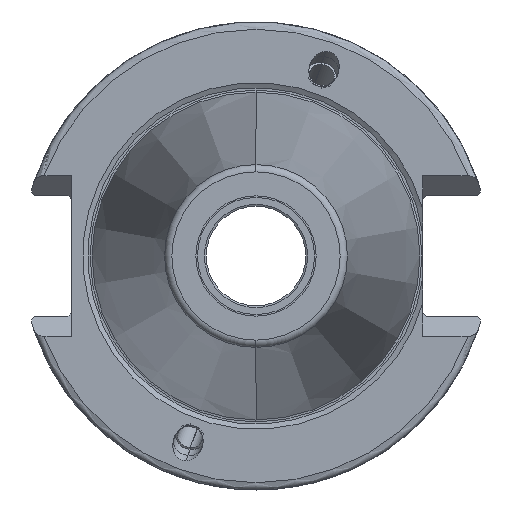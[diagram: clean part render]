
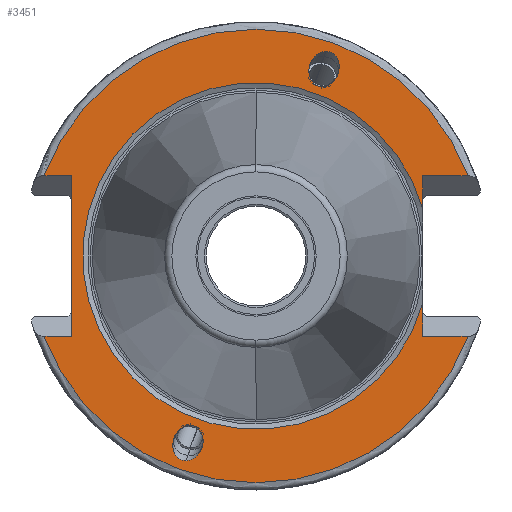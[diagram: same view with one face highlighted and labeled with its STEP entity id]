
A CAD part, left-side view. The second image highlights one B-rep face of the part: STEP entity #3451.
In plain terms, the highlighted planar face has unit normal (-1, 0, 0).
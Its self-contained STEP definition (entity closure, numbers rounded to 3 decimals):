
#514=DIRECTION('',(0.,0.,-1.));
#515=VECTOR('',#514,21.78);
#516=CARTESIAN_POINT('',(1.,25.,10.89));
#517=LINE('',#516,#515);
#1136=DIRECTION('',(0.,1.,0.));
#1137=VECTOR('',#1136,3.757);
#1138=CARTESIAN_POINT('',(1.,25.,-10.89));
#1139=LINE('',#1138,#1137);
#1140=DIRECTION('',(0.,-1.,0.));
#1141=VECTOR('',#1140,3.757);
#1142=CARTESIAN_POINT('',(1.,28.757,10.89));
#1143=LINE('',#1142,#1141);
#1144=DIRECTION('',(0.,-1.,0.));
#1145=VECTOR('',#1144,6.157);
#1146=CARTESIAN_POINT('',(1.,-22.6,10.89));
#1147=LINE('',#1146,#1145);
#1148=DIRECTION('',(0.,1.,0.));
#1149=VECTOR('',#1148,6.157);
#1150=CARTESIAN_POINT('',(1.,-28.757,-10.89));
#1151=LINE('',#1150,#1149);
#1152=CARTESIAN_POINT('',(1.,9.498,-27.766));
#1153=CARTESIAN_POINT('',(1.,9.738,-27.766));
#1154=CARTESIAN_POINT('',(1.,10.246,-27.663));
#1155=CARTESIAN_POINT('',(1.,10.912,-27.117));
#1156=CARTESIAN_POINT('',(1.,11.284,-26.257));
#1157=CARTESIAN_POINT('',(1.,11.318,-25.372));
#1158=CARTESIAN_POINT('',(1.,11.09,-24.486));
#1159=CARTESIAN_POINT('',(1.,10.528,-23.627));
#1160=CARTESIAN_POINT('',(1.,9.742,-23.08));
#1161=CARTESIAN_POINT('',(1.,9.212,-22.978));
#1162=CARTESIAN_POINT('',(1.,8.971,-22.978));
#1164=CARTESIAN_POINT('',(1.,8.971,-22.978));
#1165=CARTESIAN_POINT('',(1.,8.731,-22.978));
#1166=CARTESIAN_POINT('',(1.,8.223,-23.08));
#1167=CARTESIAN_POINT('',(1.,7.557,-23.627));
#1168=CARTESIAN_POINT('',(1.,7.185,-24.486));
#1169=CARTESIAN_POINT('',(1.,7.151,-25.372));
#1170=CARTESIAN_POINT('',(1.,7.379,-26.257));
#1171=CARTESIAN_POINT('',(1.,7.941,-27.117));
#1172=CARTESIAN_POINT('',(1.,8.727,-27.663));
#1173=CARTESIAN_POINT('',(1.,9.257,-27.766));
#1174=CARTESIAN_POINT('',(1.,9.498,-27.766));
#1176=CARTESIAN_POINT('',(1.,-8.971,22.978));
#1177=CARTESIAN_POINT('',(1.,-8.731,22.978));
#1178=CARTESIAN_POINT('',(1.,-8.223,23.08));
#1179=CARTESIAN_POINT('',(1.,-7.557,23.627));
#1180=CARTESIAN_POINT('',(1.,-7.185,24.486));
#1181=CARTESIAN_POINT('',(1.,-7.151,25.372));
#1182=CARTESIAN_POINT('',(1.,-7.379,26.257));
#1183=CARTESIAN_POINT('',(1.,-7.941,27.117));
#1184=CARTESIAN_POINT('',(1.,-8.727,27.663));
#1185=CARTESIAN_POINT('',(1.,-9.257,27.766));
#1186=CARTESIAN_POINT('',(1.,-9.498,27.766));
#1188=CARTESIAN_POINT('',(1.,-9.498,27.766));
#1189=CARTESIAN_POINT('',(1.,-9.738,27.766));
#1190=CARTESIAN_POINT('',(1.,-10.246,27.663));
#1191=CARTESIAN_POINT('',(1.,-10.912,27.117));
#1192=CARTESIAN_POINT('',(1.,-11.284,26.257));
#1193=CARTESIAN_POINT('',(1.,-11.318,25.372));
#1194=CARTESIAN_POINT('',(1.,-11.09,24.486));
#1195=CARTESIAN_POINT('',(1.,-10.528,23.627));
#1196=CARTESIAN_POINT('',(1.,-9.742,23.08));
#1197=CARTESIAN_POINT('',(1.,-9.212,22.978));
#1198=CARTESIAN_POINT('',(1.,-8.971,22.978));
#1205=CARTESIAN_POINT('',(1.,0.,0.));
#1206=DIRECTION('',(-1.,0.,0.));
#1207=DIRECTION('',(0.,0.935,-0.354));
#1208=AXIS2_PLACEMENT_3D('',#1205,#1206,#1207);
#1222=CARTESIAN_POINT('',(1.,28.757,-10.89));
#1236=CARTESIAN_POINT('',(1.,-28.757,-10.89));
#1263=DIRECTION('',(0.,0.,1.));
#1264=VECTOR('',#1263,4.449);
#1265=CARTESIAN_POINT('',(1.,-22.6,-10.89));
#1266=LINE('',#1265,#1264);
#1267=DIRECTION('',(0.,0.,1.));
#1268=VECTOR('',#1267,4.449);
#1269=CARTESIAN_POINT('',(1.,-22.6,6.441));
#1270=LINE('',#1269,#1268);
#1297=CARTESIAN_POINT('',(1.,-28.757,10.89));
#1324=CARTESIAN_POINT('',(1.,0.,0.));
#1325=DIRECTION('',(-1.,0.,0.));
#1326=DIRECTION('',(0.,-0.935,0.354));
#1327=AXIS2_PLACEMENT_3D('',#1324,#1325,#1326);
#1337=CARTESIAN_POINT('',(1.,28.757,10.89));
#1357=CARTESIAN_POINT('',(1.,-22.6,-6.441));
#1359=CARTESIAN_POINT('',(1.,0.,0.));
#1360=DIRECTION('',(1.,0.,0.));
#1361=DIRECTION('',(0.,-0.962,-0.274));
#1362=AXIS2_PLACEMENT_3D('',#1359,#1360,#1361);
#1364=CARTESIAN_POINT('',(1.,-22.6,6.441));
#1807=VERTEX_POINT('',#1364);
#1808=VERTEX_POINT('',#1357);
#1863=CARTESIAN_POINT('',(1.,25.,10.89));
#1864=CARTESIAN_POINT('',(1.,25.,-10.89));
#1865=VERTEX_POINT('',#1863);
#1866=VERTEX_POINT('',#1864);
#1867=CARTESIAN_POINT('',(1.,-22.6,-10.89));
#1868=VERTEX_POINT('',#1867);
#1869=CARTESIAN_POINT('',(1.,-22.6,10.89));
#1870=VERTEX_POINT('',#1869);
#1872=VERTEX_POINT('',#1222);
#1873=VERTEX_POINT('',#1236);
#1876=VERTEX_POINT('',#1297);
#1877=VERTEX_POINT('',#1337);
#1963=VERTEX_POINT('',#1152);
#1964=VERTEX_POINT('',#1162);
#2003=CARTESIAN_POINT('',(1.,-8.971,22.978));
#2004=VERTEX_POINT('',#2003);
#2005=CARTESIAN_POINT('',(1.,-9.498,27.766));
#2006=VERTEX_POINT('',#2005);
#3415=CARTESIAN_POINT('',(1.,0.,0.));
#3416=DIRECTION('',(1.,0.,0.));
#3417=DIRECTION('',(0.,0.,1.));
#3418=AXIS2_PLACEMENT_3D('',#3415,#3416,#3417);
#3419=PLANE('',#3418);
#3421=ORIENTED_EDGE('',*,*,#3420,.F.);
#3423=ORIENTED_EDGE('',*,*,#3422,.F.);
#3424=ORIENTED_EDGE('',*,*,#2819,.F.);
#3426=ORIENTED_EDGE('',*,*,#3425,.F.);
#3428=ORIENTED_EDGE('',*,*,#3427,.F.);
#3430=ORIENTED_EDGE('',*,*,#3429,.F.);
#3432=ORIENTED_EDGE('',*,*,#3431,.F.);
#3434=ORIENTED_EDGE('',*,*,#3433,.F.);
#3436=ORIENTED_EDGE('',*,*,#3435,.F.);
#3438=ORIENTED_EDGE('',*,*,#3437,.F.);
#3439=EDGE_LOOP('',(#3421,#3423,#3424,#3426,#3428,#3430,#3432,#3434,#3436,
#3438));
#3440=FACE_OUTER_BOUND('',#3439,.F.);
#3442=ORIENTED_EDGE('',*,*,#3441,.F.);
#3444=ORIENTED_EDGE('',*,*,#3443,.F.);
#3445=EDGE_LOOP('',(#3442,#3444));
#3446=FACE_BOUND('',#3445,.F.);
#3447=ORIENTED_EDGE('',*,*,#3394,.F.);
#3448=ORIENTED_EDGE('',*,*,#3410,.F.);
#3449=EDGE_LOOP('',(#3447,#3448));
#3450=FACE_BOUND('',#3449,.F.);
#3451=ADVANCED_FACE('',(#3440,#3446,#3450),#3419,.F.);
#1163=B_SPLINE_CURVE_WITH_KNOTS('',3,(#1152,#1153,#1154,#1155,#1156,#1157,#1158,
#1159,#1160,#1161,#1162),.UNSPECIFIED.,.F.,.F.,(4,1,1,1,1,1,1,1,4),(0.,
0.125,0.25,0.375,0.5,0.625,0.75,0.875,1.),.UNSPECIFIED.);
#1175=B_SPLINE_CURVE_WITH_KNOTS('',3,(#1164,#1165,#1166,#1167,#1168,#1169,#1170,
#1171,#1172,#1173,#1174),.UNSPECIFIED.,.F.,.F.,(4,1,1,1,1,1,1,1,4),(0.,
0.125,0.25,0.375,0.5,0.625,0.75,0.875,1.),.UNSPECIFIED.);
#1187=B_SPLINE_CURVE_WITH_KNOTS('',3,(#1176,#1177,#1178,#1179,#1180,#1181,#1182,
#1183,#1184,#1185,#1186),.UNSPECIFIED.,.F.,.F.,(4,1,1,1,1,1,1,1,4),(0.,
0.125,0.25,0.375,0.5,0.625,0.75,0.875,1.),.UNSPECIFIED.);
#1199=B_SPLINE_CURVE_WITH_KNOTS('',3,(#1188,#1189,#1190,#1191,#1192,#1193,#1194,
#1195,#1196,#1197,#1198),.UNSPECIFIED.,.F.,.F.,(4,1,1,1,1,1,1,1,4),(0.,
0.125,0.25,0.375,0.5,0.625,0.75,0.875,1.),.UNSPECIFIED.);
#1209=CIRCLE('',#1208,30.75);
#1328=CIRCLE('',#1327,30.75);
#1363=CIRCLE('',#1362,23.5);
#2819=EDGE_CURVE('',#1865,#1866,#517,.T.);
#3394=EDGE_CURVE('',#2004,#2006,#1187,.T.);
#3410=EDGE_CURVE('',#2006,#2004,#1199,.T.);
#3420=EDGE_CURVE('',#1872,#1873,#1209,.T.);
#3422=EDGE_CURVE('',#1866,#1872,#1139,.T.);
#3425=EDGE_CURVE('',#1877,#1865,#1143,.T.);
#3427=EDGE_CURVE('',#1876,#1877,#1328,.T.);
#3429=EDGE_CURVE('',#1870,#1876,#1147,.T.);
#3431=EDGE_CURVE('',#1807,#1870,#1270,.T.);
#3433=EDGE_CURVE('',#1808,#1807,#1363,.T.);
#3435=EDGE_CURVE('',#1868,#1808,#1266,.T.);
#3437=EDGE_CURVE('',#1873,#1868,#1151,.T.);
#3441=EDGE_CURVE('',#1963,#1964,#1163,.T.);
#3443=EDGE_CURVE('',#1964,#1963,#1175,.T.);
